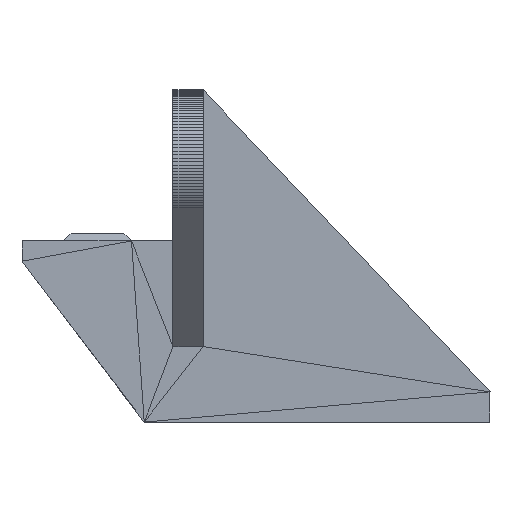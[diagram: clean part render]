
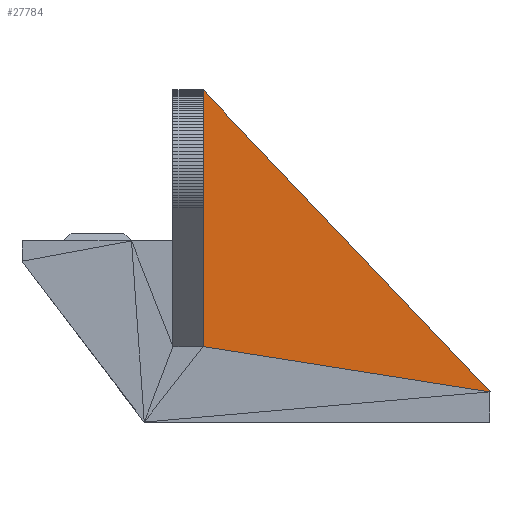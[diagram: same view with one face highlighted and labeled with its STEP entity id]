
A CAD part, left-side view. The second image highlights one B-rep face of the part: STEP entity #27784.
In plain terms, the highlighted planar face has unit normal (-1, 0, 0).
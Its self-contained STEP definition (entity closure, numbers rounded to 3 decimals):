
#1228=FACE_OUTER_BOUND('',#3320,.T.);
#3320=EDGE_LOOP('',(#21255,#21256,#21257));
#5202=LINE('',#40680,#8932);
#6919=LINE('',#44102,#10649);
#6920=LINE('',#44103,#10650);
#8932=VECTOR('',#32512,34.);
#10649=VECTOR('',#35889,38.471);
#10650=VECTOR('',#35890,55.172);
#12245=VERTEX_POINT('',#40528);
#12301=VERTEX_POINT('',#40679);
#12864=VERTEX_POINT('',#42731);
#14298=EDGE_CURVE('',#12245,#12301,#5202,.T.);
#16015=EDGE_CURVE('',#12245,#12864,#6919,.T.);
#16016=EDGE_CURVE('',#12864,#12301,#6920,.T.);
#21255=ORIENTED_EDGE('',*,*,#16015,.T.);
#21256=ORIENTED_EDGE('',*,*,#16016,.T.);
#21257=ORIENTED_EDGE('',*,*,#14298,.F.);
#25696=PLANE('',#29874);
#27784=ADVANCED_FACE('',(#1228),#25696,.T.);
#29874=AXIS2_PLACEMENT_3D('',#44101,#35887,#35888);
#32512=DIRECTION('',(0.,0.,1.));
#35887=DIRECTION('center_axis',(-1.,0.,
0.));
#35888=DIRECTION('ref_axis',(0.,0.,1.));
#35889=DIRECTION('',(0.,-0.988,-0.156));
#35890=DIRECTION('',(0.,0.689,0.725));
#40528=CARTESIAN_POINT('',(11.166,30.988,20.001));
#40679=CARTESIAN_POINT('',(11.166,30.988,54.));
#40680=CARTESIAN_POINT('',(11.166,30.988,20.001));
#42731=CARTESIAN_POINT('',(11.166,-7.012,14.001));
#44101=CARTESIAN_POINT('Origin',(11.166,30.988,20.001));
#44102=CARTESIAN_POINT('',(11.166,30.988,20.001));
#44103=CARTESIAN_POINT('',(11.166,-7.012,14.001));
